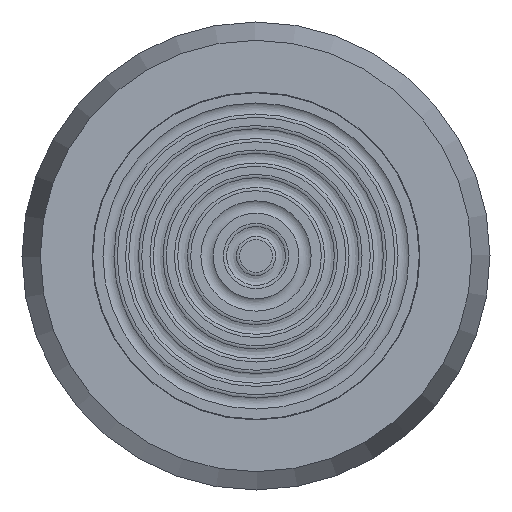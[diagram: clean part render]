
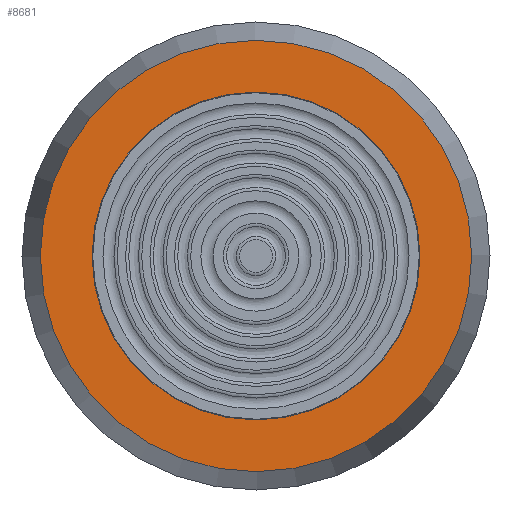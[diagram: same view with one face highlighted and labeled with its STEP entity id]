
A CAD part, left-side view. The second image highlights one B-rep face of the part: STEP entity #8681.
In plain terms, the highlighted planar face has unit normal (-1, 0, 0).
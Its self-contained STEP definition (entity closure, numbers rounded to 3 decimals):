
#1081=FACE_BOUND('',#2200,.T.);
#1139=PLANE('',#9220);
#1651=FACE_OUTER_BOUND('',#2199,.T.);
#2199=EDGE_LOOP('',(#7941));
#2200=EDGE_LOOP('',(#7942));
#3283=CIRCLE('',#9211,24.);
#3288=CIRCLE('',#9221,31.571);
#4135=VERTEX_POINT('',#27721);
#4137=VERTEX_POINT('',#27734);
#5413=EDGE_CURVE('',#4135,#4135,#3283,.T.);
#5419=EDGE_CURVE('',#4137,#4137,#3288,.T.);
#7941=ORIENTED_EDGE('',*,*,#5419,.F.);
#7942=ORIENTED_EDGE('',*,*,#5413,.T.);
#8681=ADVANCED_FACE('',(#1651,#1081),#1139,.T.);
#9211=AXIS2_PLACEMENT_3D('',#27722,#10505,#10506);
#9220=AXIS2_PLACEMENT_3D('',#27733,#10524,#10525);
#9221=AXIS2_PLACEMENT_3D('',#27735,#10526,#10527);
#10505=DIRECTION('center_axis',(1.,0.,0.));
#10506=DIRECTION('ref_axis',(0.,1.,0.));
#10524=DIRECTION('center_axis',(-1.,0.,0.));
#10525=DIRECTION('ref_axis',(0.,0.,1.));
#10526=DIRECTION('center_axis',(1.,0.,0.));
#10527=DIRECTION('ref_axis',(0.,0.,-1.));
#27721=CARTESIAN_POINT('',(-31.,-24.,0.));
#27722=CARTESIAN_POINT('Origin',(-31.,0.,0.));
#27733=CARTESIAN_POINT('Origin',(-31.,31.571,0.));
#27734=CARTESIAN_POINT('',(-31.,-31.571,0.));
#27735=CARTESIAN_POINT('Origin',(-31.,0.,0.));
